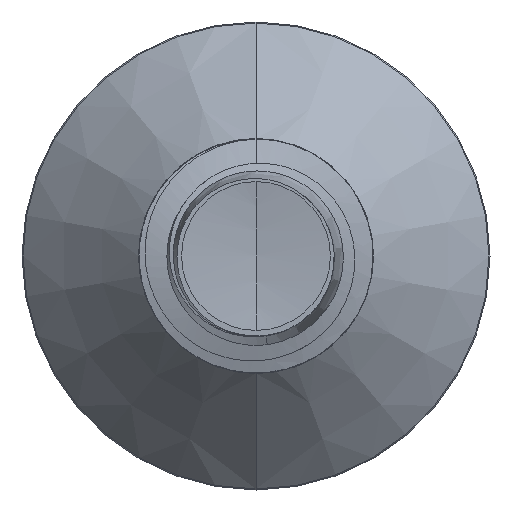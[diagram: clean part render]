
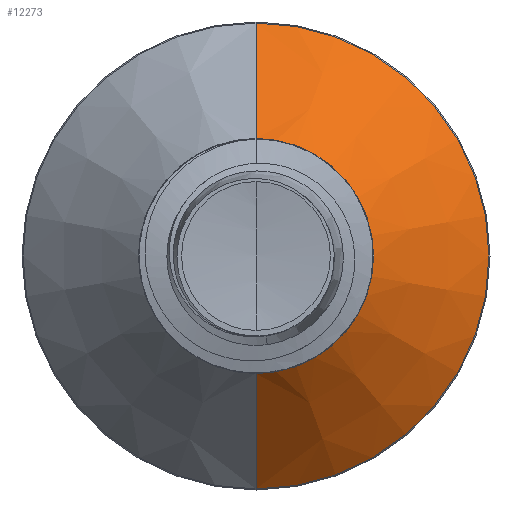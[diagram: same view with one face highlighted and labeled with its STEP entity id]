
A CAD part, front view. The second image highlights one B-rep face of the part: STEP entity #12273.
In plain terms, the highlighted conical face has half-angle 45 degrees and reference radius 1.256 mm.
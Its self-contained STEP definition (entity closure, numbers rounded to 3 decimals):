
#496 = ORIENTED_EDGE ( 'NONE', *, *, #7722, .F. ) ;
#537 = CARTESIAN_POINT ( 'NONE',  ( 0., 2.706, 1.256 ) ) ;
#578 = DIRECTION ( 'NONE',  ( 0., 0., 1. ) ) ;
#1845 = CARTESIAN_POINT ( 'NONE',  ( 0., 2.706, 1.256 ) ) ;
#3104 = VERTEX_POINT ( 'NONE', #8656 ) ;
#3240 = CIRCLE ( 'NONE', #9371, 2.489 ) ;
#3543 = VERTEX_POINT ( 'NONE', #8105 ) ;
#4226 = DIRECTION ( 'NONE',  ( 0., 0.707, 0.707 ) ) ;
#4349 = AXIS2_PLACEMENT_3D ( 'NONE', #14208, #7538, #578 ) ;
#4751 = DIRECTION ( 'NONE',  ( 0., 1., 0. ) ) ;
#5075 = CARTESIAN_POINT ( 'NONE',  ( 0., 2.706, -1.256 ) ) ;
#6312 = EDGE_CURVE ( 'NONE', #3104, #3543, #12847, .T. ) ;
#6807 = DIRECTION ( 'NONE',  ( 0., 0., 1. ) ) ;
#6887 = VERTEX_POINT ( 'NONE', #9228 ) ;
#7060 = EDGE_CURVE ( 'NONE', #7473, #6887, #7415, .T. ) ;
#7182 = EDGE_CURVE ( 'NONE', #7473, #3104, #12050, .T. ) ;
#7323 = DIRECTION ( 'NONE',  ( 0., 0.707, -0.707 ) ) ;
#7415 = LINE ( 'NONE', #537, #12685 ) ;
#7473 = VERTEX_POINT ( 'NONE', #1845 ) ;
#7516 = CONICAL_SURFACE ( 'NONE', #9389, 1.256, 0.785 ) ;
#7538 = DIRECTION ( 'NONE',  ( 0., 1., 0. ) ) ;
#7581 = VECTOR ( 'NONE', #7323, 1000. ) ;
#7722 = EDGE_CURVE ( 'NONE', #6887, #3543, #3240, .T. ) ;
#8105 = CARTESIAN_POINT ( 'NONE',  ( 0., 3.939, -2.489 ) ) ;
#8656 = CARTESIAN_POINT ( 'NONE',  ( 0., 2.706, -1.256 ) ) ;
#9228 = CARTESIAN_POINT ( 'NONE',  ( 0., 3.939, 2.489 ) ) ;
#9371 = AXIS2_PLACEMENT_3D ( 'NONE', #11577, #4751, #12613 ) ;
#9389 = AXIS2_PLACEMENT_3D ( 'NONE', #13477, #10187, #6807 ) ;
#10162 = ORIENTED_EDGE ( 'NONE', *, *, #6312, .T. ) ;
#10187 = DIRECTION ( 'NONE',  ( 0., 1., 0. ) ) ;
#10516 = EDGE_LOOP ( 'NONE', ( #12207, #10162, #496, #10830 ) ) ;
#10830 = ORIENTED_EDGE ( 'NONE', *, *, #7060, .F. ) ;
#10963 = FACE_OUTER_BOUND ( 'NONE', #10516, .T. ) ;
#11577 = CARTESIAN_POINT ( 'NONE',  ( 0., 3.939, 0. ) ) ;
#12050 = CIRCLE ( 'NONE', #4349, 1.256 ) ;
#12207 = ORIENTED_EDGE ( 'NONE', *, *, #7182, .T. ) ;
#12273 = ADVANCED_FACE ( 'NONE', ( #10963 ), #7516, .T. ) ;
#12613 = DIRECTION ( 'NONE',  ( 0., 0., 1. ) ) ;
#12685 = VECTOR ( 'NONE', #4226, 1000. ) ;
#12847 = LINE ( 'NONE', #5075, #7581 ) ;
#13477 = CARTESIAN_POINT ( 'NONE',  ( 0., 2.706, 0. ) ) ;
#14208 = CARTESIAN_POINT ( 'NONE',  ( 0., 2.706, 0. ) ) ;
